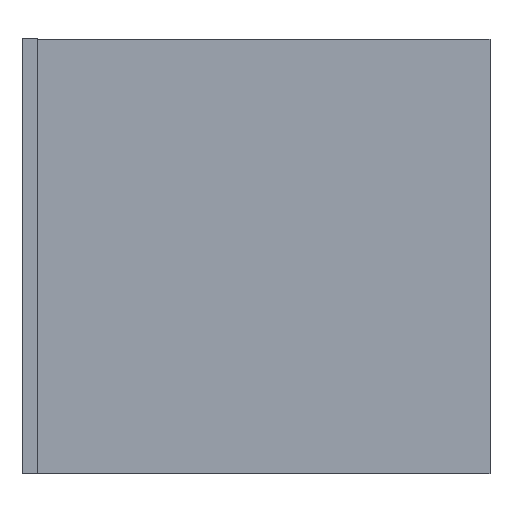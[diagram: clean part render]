
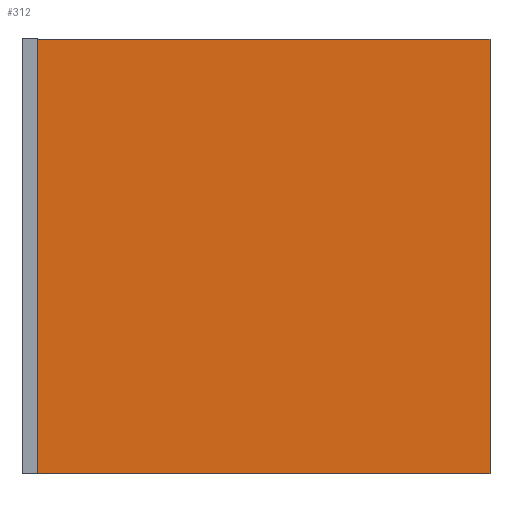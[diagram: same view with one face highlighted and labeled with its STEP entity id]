
A CAD part, left-side view. The second image highlights one B-rep face of the part: STEP entity #312.
In plain terms, the highlighted planar face has unit normal (-1, 0, 0).
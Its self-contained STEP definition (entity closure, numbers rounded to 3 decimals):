
#145 = DIRECTION ( 'NONE',  ( 0., 0., -1. ) ) ;
#312 = ADVANCED_FACE ( 'NONE', ( #10158 ), #6282, .F. ) ;
#338 = CARTESIAN_POINT ( 'NONE',  ( -595., 237., 0. ) ) ;
#457 = ORIENTED_EDGE ( 'NONE', *, *, #5260, .F. ) ;
#497 = DIRECTION ( 'NONE',  ( 1., 0., 0. ) ) ;
#633 = DIRECTION ( 'NONE',  ( 0., -1., 0. ) ) ;
#1066 = ORIENTED_EDGE ( 'NONE', *, *, #11624, .T. ) ;
#1780 = VERTEX_POINT ( 'NONE', #6884 ) ;
#2141 = VECTOR ( 'NONE', #633, 1000. ) ;
#2221 = VERTEX_POINT ( 'NONE', #6665 ) ;
#2758 = EDGE_LOOP ( 'NONE', ( #4582, #457, #7875, #1066 ) ) ;
#3008 = CARTESIAN_POINT ( 'NONE',  ( -595., -237., 455. ) ) ;
#3487 = CARTESIAN_POINT ( 'NONE',  ( -595., 237., 455. ) ) ;
#3667 = AXIS2_PLACEMENT_3D ( 'NONE', #5358, #497, #5404 ) ;
#4531 = EDGE_CURVE ( 'NONE', #1780, #2221, #11080, .T. ) ;
#4582 = ORIENTED_EDGE ( 'NONE', *, *, #10808, .T. ) ;
#4643 = VECTOR ( 'NONE', #11196, 1000. ) ;
#5260 = EDGE_CURVE ( 'NONE', #2221, #6334, #9973, .T. ) ;
#5358 = CARTESIAN_POINT ( 'NONE',  ( -595., -237., 455. ) ) ;
#5404 = DIRECTION ( 'NONE',  ( 0., 0., -1. ) ) ;
#6282 = PLANE ( 'NONE',  #3667 ) ;
#6332 = CARTESIAN_POINT ( 'NONE',  ( -595., -237., 0. ) ) ;
#6334 = VERTEX_POINT ( 'NONE', #11285 ) ;
#6665 = CARTESIAN_POINT ( 'NONE',  ( -595., -237., 455. ) ) ;
#6884 = CARTESIAN_POINT ( 'NONE',  ( -595., 237., 455. ) ) ;
#7282 = LINE ( 'NONE', #6332, #2141 ) ;
#7875 = ORIENTED_EDGE ( 'NONE', *, *, #4531, .F. ) ;
#8005 = VECTOR ( 'NONE', #145, 1000. ) ;
#8805 = DIRECTION ( 'NONE',  ( 0., -1., 0. ) ) ;
#9072 = VECTOR ( 'NONE', #8805, 1000. ) ;
#9791 = LINE ( 'NONE', #3487, #4643 ) ;
#9973 = LINE ( 'NONE', #11747, #8005 ) ;
#10158 = FACE_OUTER_BOUND ( 'NONE', #2758, .T. ) ;
#10808 = EDGE_CURVE ( 'NONE', #11309, #6334, #7282, .T. ) ;
#11080 = LINE ( 'NONE', #3008, #9072 ) ;
#11196 = DIRECTION ( 'NONE',  ( 0., 0., -1. ) ) ;
#11285 = CARTESIAN_POINT ( 'NONE',  ( -595., -237., 0. ) ) ;
#11309 = VERTEX_POINT ( 'NONE', #338 ) ;
#11624 = EDGE_CURVE ( 'NONE', #1780, #11309, #9791, .T. ) ;
#11747 = CARTESIAN_POINT ( 'NONE',  ( -595., -237., 455. ) ) ;
